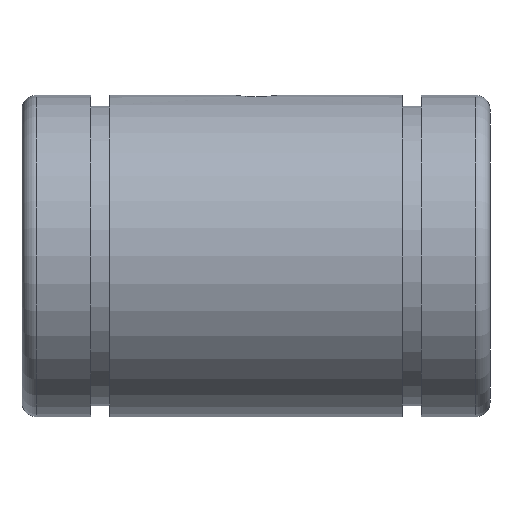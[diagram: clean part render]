
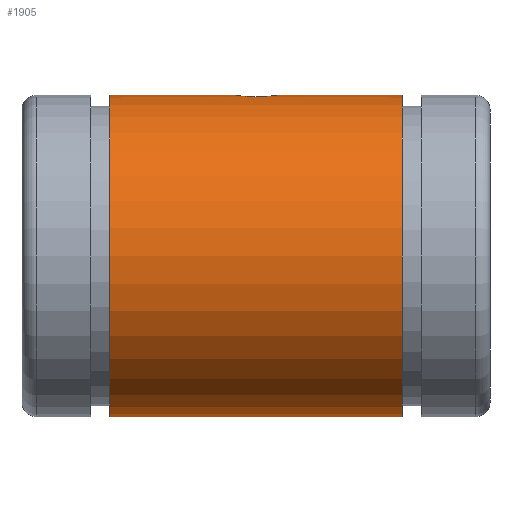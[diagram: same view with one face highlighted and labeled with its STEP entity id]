
A CAD part, left-side view. The second image highlights one B-rep face of the part: STEP entity #1905.
In plain terms, the highlighted cylindrical face has radius 11 mm (diameter 22 mm), a full revolution.
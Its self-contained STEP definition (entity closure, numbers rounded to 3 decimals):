
#13=FACE_BOUND('',#321,.T.);
#21=B_SPLINE_CURVE_WITH_KNOTS('',3,(#3033,#3034,#3035,#3036,#3037,#3038,
#3039,#3040,#3041,#3042,#3043,#3044,#3045,#3046,#3047,#3048,#3049,#3050),
 .UNSPECIFIED.,.F.,.F.,(4,2,2,2,2,2,2,2,4),(-0.463,-0.405,
-0.347,-0.289,-0.232,-0.174,
-0.116,-0.058,0.),.UNSPECIFIED.);
#22=B_SPLINE_CURVE_WITH_KNOTS('',3,(#3051,#3052,#3053,#3054,#3055,#3056,
#3057,#3058,#3059,#3060,#3061,#3062,#3063,#3064,#3065,#3066,#3067,#3068),
 .UNSPECIFIED.,.F.,.F.,(4,2,2,2,2,2,2,2,4),(0.,0.058,0.116,
0.174,0.232,0.289,0.347,
0.405,0.463),.UNSPECIFIED.);
#126=CYLINDRICAL_SURFACE('',#2093,11.);
#206=FACE_OUTER_BOUND('',#320,.T.);
#320=EDGE_LOOP('',(#1480,#1481,#1482,#1483));
#321=EDGE_LOOP('',(#1484,#1485));
#436=CIRCLE('',#2094,11.);
#437=CIRCLE('',#2095,11.);
#561=LINE('',#3136,#721);
#721=VECTOR('',#2488,11.);
#882=VERTEX_POINT('',#3030);
#883=VERTEX_POINT('',#3032);
#896=VERTEX_POINT('',#3133);
#897=VERTEX_POINT('',#3135);
#1095=EDGE_CURVE('',#883,#882,#21,.T.);
#1096=EDGE_CURVE('',#882,#883,#22,.T.);
#1111=EDGE_CURVE('',#896,#896,#436,.T.);
#1112=EDGE_CURVE('',#896,#897,#561,.T.);
#1113=EDGE_CURVE('',#897,#897,#437,.T.);
#1480=ORIENTED_EDGE('',*,*,#1111,.T.);
#1481=ORIENTED_EDGE('',*,*,#1112,.T.);
#1482=ORIENTED_EDGE('',*,*,#1113,.T.);
#1483=ORIENTED_EDGE('',*,*,#1112,.F.);
#1484=ORIENTED_EDGE('',*,*,#1095,.T.);
#1485=ORIENTED_EDGE('',*,*,#1096,.T.);
#1905=ADVANCED_FACE('',(#206,#13),#126,.T.);
#2093=AXIS2_PLACEMENT_3D('',#3132,#2484,#2485);
#2094=AXIS2_PLACEMENT_3D('',#3134,#2486,#2487);
#2095=AXIS2_PLACEMENT_3D('',#3137,#2489,#2490);
#2484=DIRECTION('center_axis',(0.,-1.,0.));
#2485=DIRECTION('ref_axis',(1.,0.,0.));
#2486=DIRECTION('center_axis',(0.,1.,0.));
#2487=DIRECTION('ref_axis',(1.,0.,0.));
#2488=DIRECTION('',(0.,1.,0.));
#2489=DIRECTION('center_axis',(0.,-1.,0.));
#2490=DIRECTION('ref_axis',(1.,0.,0.));
#3030=CARTESIAN_POINT('',(-1.535,0.,10.892));
#3032=CARTESIAN_POINT('',(1.535,0.,10.892));
#3033=CARTESIAN_POINT('Ctrl Pts',(1.535,0.,10.892));
#3034=CARTESIAN_POINT('Ctrl Pts',(1.535,-0.193,10.892));
#3035=CARTESIAN_POINT('Ctrl Pts',(1.496,-0.399,10.898));
#3036=CARTESIAN_POINT('Ctrl Pts',(1.339,-0.777,10.918));
#3037=CARTESIAN_POINT('Ctrl Pts',(1.221,-0.949,10.933));
#3038=CARTESIAN_POINT('Ctrl Pts',(0.949,-1.221,10.96));
#3039=CARTESIAN_POINT('Ctrl Pts',(0.777,-1.339,10.974));
#3040=CARTESIAN_POINT('Ctrl Pts',(0.399,-1.496,10.994));
#3041=CARTESIAN_POINT('Ctrl Pts',(0.193,-1.535,11.));
#3042=CARTESIAN_POINT('Ctrl Pts',(-0.193,-1.535,11.));
#3043=CARTESIAN_POINT('Ctrl Pts',(-0.399,-1.496,10.994));
#3044=CARTESIAN_POINT('Ctrl Pts',(-0.777,-1.339,
10.974));
#3045=CARTESIAN_POINT('Ctrl Pts',(-0.949,-1.221,
10.96));
#3046=CARTESIAN_POINT('Ctrl Pts',(-1.221,-0.949,
10.933));
#3047=CARTESIAN_POINT('Ctrl Pts',(-1.339,-0.777,
10.918));
#3048=CARTESIAN_POINT('Ctrl Pts',(-1.496,-0.399,
10.898));
#3049=CARTESIAN_POINT('Ctrl Pts',(-1.535,-0.193,10.892));
#3050=CARTESIAN_POINT('Ctrl Pts',(-1.535,0.,10.892));
#3051=CARTESIAN_POINT('Ctrl Pts',(-1.535,0.,10.892));
#3052=CARTESIAN_POINT('Ctrl Pts',(-1.535,0.193,10.892));
#3053=CARTESIAN_POINT('Ctrl Pts',(-1.496,0.399,10.898));
#3054=CARTESIAN_POINT('Ctrl Pts',(-1.339,0.777,10.918));
#3055=CARTESIAN_POINT('Ctrl Pts',(-1.221,0.949,10.933));
#3056=CARTESIAN_POINT('Ctrl Pts',(-0.949,1.221,10.96));
#3057=CARTESIAN_POINT('Ctrl Pts',(-0.777,1.339,10.974));
#3058=CARTESIAN_POINT('Ctrl Pts',(-0.399,1.496,10.994));
#3059=CARTESIAN_POINT('Ctrl Pts',(-0.193,1.535,11.));
#3060=CARTESIAN_POINT('Ctrl Pts',(0.193,1.535,11.));
#3061=CARTESIAN_POINT('Ctrl Pts',(0.399,1.496,10.994));
#3062=CARTESIAN_POINT('Ctrl Pts',(0.777,1.339,10.974));
#3063=CARTESIAN_POINT('Ctrl Pts',(0.949,1.221,10.96));
#3064=CARTESIAN_POINT('Ctrl Pts',(1.221,0.949,10.933));
#3065=CARTESIAN_POINT('Ctrl Pts',(1.339,0.777,10.918));
#3066=CARTESIAN_POINT('Ctrl Pts',(1.496,0.399,10.898));
#3067=CARTESIAN_POINT('Ctrl Pts',(1.535,0.193,10.892));
#3068=CARTESIAN_POINT('Ctrl Pts',(1.535,0.,10.892));
#3132=CARTESIAN_POINT('Origin',(0.,0.,0.));
#3133=CARTESIAN_POINT('',(-11.,-10.,0.));
#3134=CARTESIAN_POINT('Origin',(0.,-10.,0.));
#3135=CARTESIAN_POINT('',(-11.,10.,0.));
#3136=CARTESIAN_POINT('',(-11.,0.,0.));
#3137=CARTESIAN_POINT('Origin',(0.,10.,0.));
